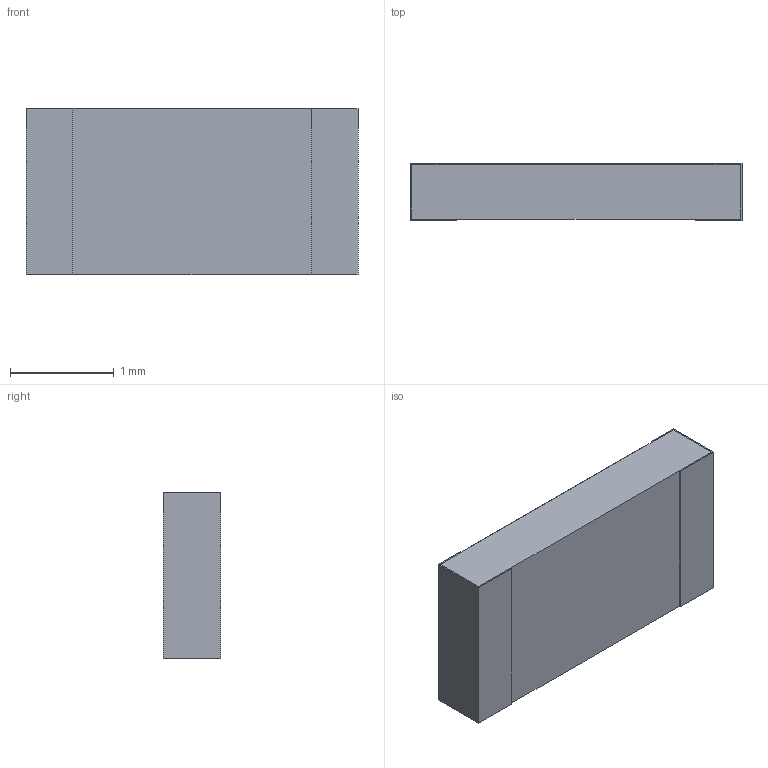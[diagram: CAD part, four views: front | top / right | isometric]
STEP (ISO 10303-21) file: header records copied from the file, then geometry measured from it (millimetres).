
FILE_DESCRIPTION (( 'STEP AP214' ), '1' );
FILE_NAME ('STD(1206) M(3216).STEP', '2018-03-28T18:42:49', ( '' ), ( '' ), 'SwSTEP 2.0', 'SolidWorks 2018', '' );
FILE_SCHEMA (( 'AUTOMOTIVE_DESIGN' ));
Length unit declared in the file: millimetre
Products named in the file (1): STD(1206) M(3216)
Bounding box: 3.2 x 0.55 x 1.6 mm (x, y, z)
Volume: 2.7 mm3; surface area: 15.6 mm2
Topology: 1 solids, 1 shells, 79 faces, 205 edges, 134 vertices
Faces by surface type: plane 55, bspline 24
Entity records: 4680 total; most frequent: CARTESIAN_POINT 2163, ORIENTED_EDGE 410, DIRECTION 269, EDGE_CURVE 205, VECTOR 157, LINE 157, VERTEX_POINT 134, EDGE_LOOP 85
